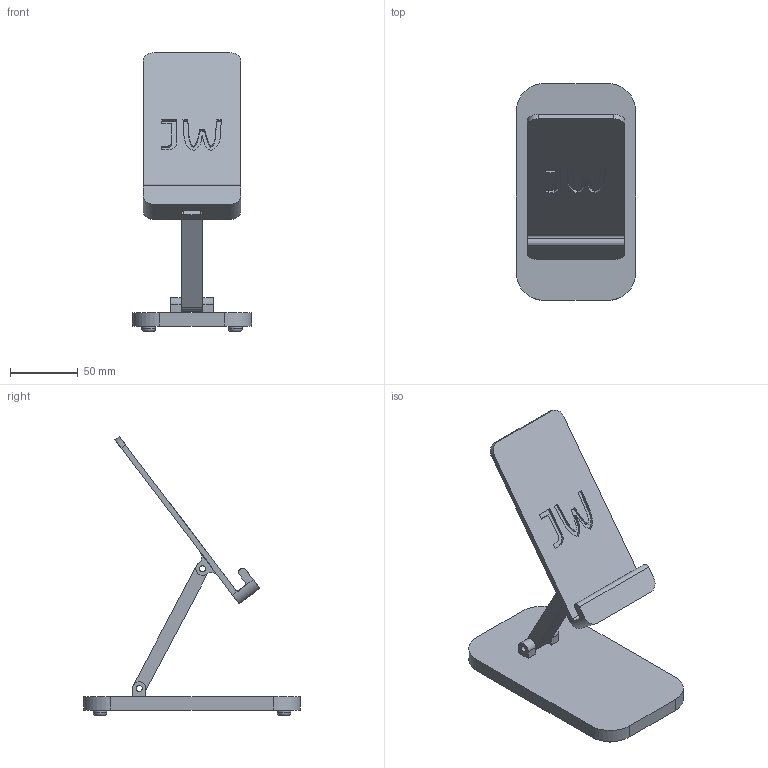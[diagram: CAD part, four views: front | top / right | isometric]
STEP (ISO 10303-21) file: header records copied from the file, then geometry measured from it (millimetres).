
FILE_DESCRIPTION(/* description */ ('STEP AP242','CAx-IF Rec.Pracs.---Representation and Presentation of Product Manufacturing Information (PMI)---4.0---2014-10-13','CAx-IF Rec.Pracs.---3D Tessellated Geometry---0.4---2014-09-14','2;1'),/* implementation_level */ '2;1');
FILE_NAME(/* name */ '6685b6747fd171786350609e',/* time_stamp */ '2024-07-03T20:37:08Z',/* author */ (''),/* organization */ (''),/* preprocessor_version */ 'ST-DEVELOPER v20',/* originating_system */ ' ',/* authorisation */ ' ');
FILE_SCHEMA (('AP242_MANAGED_MODEL_BASED_3D_ENGINEERING_MIM_LF { 1 0 10303 442 1 1 4 }'));
Length unit declared in the file: metre
Products named in the file (4): Assembly; Holder; Linkage; Base
Assembly tree (3 placements, depth 2):
  Assembly
    Holder
    Linkage
    Base
Bounding box: 88 x 160 x 206.07 mm (x, y, z)
Volume: 213480 mm3; surface area: 68471.3 mm2
Topology: 3 solids, 3 shells, 118 faces, 297 edges, 194 vertices
Faces by surface type: plane 60, cylinder 35, bspline 19, torus 4
Full cylindrical faces by diameter (mm): 4.5 x6, 10 x4
Entity records: 3731 total; most frequent: CARTESIAN_POINT 808, ORIENTED_EDGE 566, DIRECTION 525, EDGE_CURVE 283, VERTEX_POINT 194, AXIS2_PLACEMENT_3D 177, LINE 171, VECTOR 171
